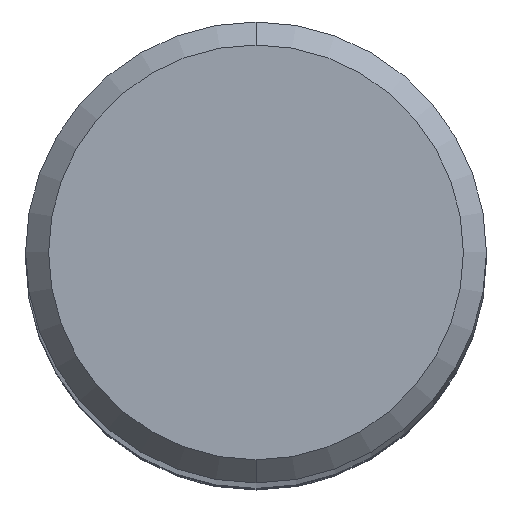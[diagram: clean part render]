
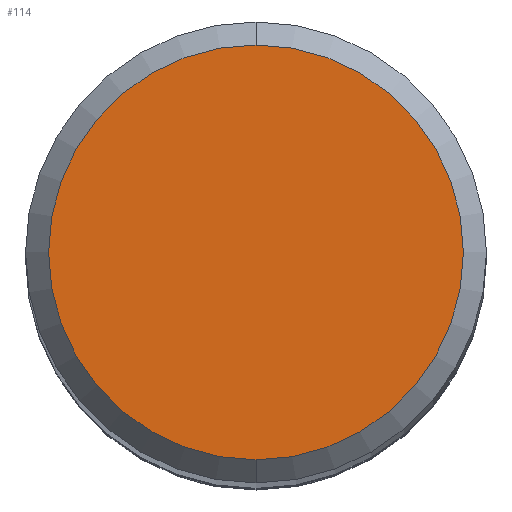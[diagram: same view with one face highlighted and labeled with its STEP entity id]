
A CAD part, top view. The second image highlights one B-rep face of the part: STEP entity #114.
In plain terms, the highlighted planar face has unit normal (0, 0, 1).
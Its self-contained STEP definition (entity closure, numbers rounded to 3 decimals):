
#114=ADVANCED_FACE('',(#278),#279,.T.);
#164=EDGE_CURVE('',#242,#228,#337,.T.);
#190=EDGE_CURVE('',#228,#242,#366,.T.);
#228=VERTEX_POINT('',#408);
#242=VERTEX_POINT('',#424);
#278=FACE_OUTER_BOUND('',#455,.T.);
#279=PLANE('',#456);
#337=CIRCLE('',#526,3.6);
#366=CIRCLE('',#562,3.6);
#408=CARTESIAN_POINT('',(0.,-3.6,0.0));
#424=CARTESIAN_POINT('',(0.0,3.6,0.0));
#455=EDGE_LOOP('',(#662,#663));
#456=AXIS2_PLACEMENT_3D('',#664,#665,#666);
#526=AXIS2_PLACEMENT_3D('',#744,#745,#746);
#562=AXIS2_PLACEMENT_3D('',#780,#781,#782);
#662=ORIENTED_EDGE('',*,*,#164,.F.);
#663=ORIENTED_EDGE('',*,*,#190,.F.);
#664=CARTESIAN_POINT('',(0.0,1.8,0.0));
#665=DIRECTION('',(-0.0,0.0,1.0));
#666=DIRECTION('',(0.0,-1.0,0.0));
#744=CARTESIAN_POINT('',(0.0,0.0,0.0));
#745=DIRECTION('',(0.0,0.0,-1.0));
#746=DIRECTION('',(0.0,1.0,0.0));
#780=CARTESIAN_POINT('',(0.0,0.0,0.0));
#781=DIRECTION('',(0.0,0.0,-1.0));
#782=DIRECTION('',(0.0,1.0,0.0));
